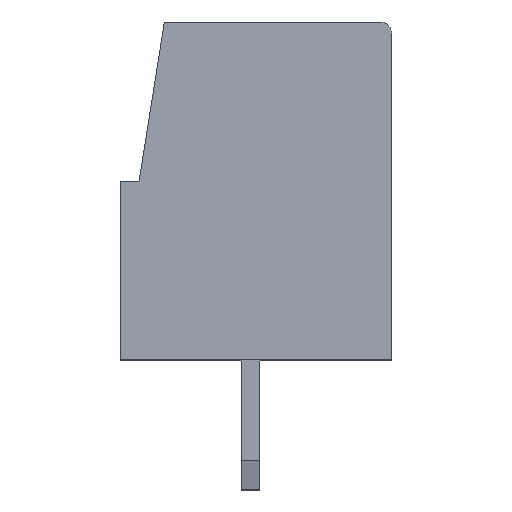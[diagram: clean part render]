
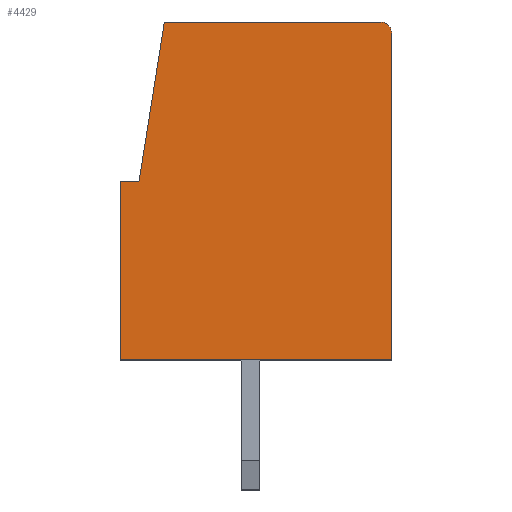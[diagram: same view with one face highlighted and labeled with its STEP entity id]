
A CAD part, left-side view. The second image highlights one B-rep face of the part: STEP entity #4429.
In plain terms, the highlighted planar face has unit normal (-1, 0, 0).
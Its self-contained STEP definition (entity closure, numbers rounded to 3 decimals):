
#88=PLANE('',#5335);
#281=CIRCLE('',#5300,0.3);
#459=ORIENTED_EDGE('',*,*,#1682,.T.);
#460=ORIENTED_EDGE('',*,*,#1613,.F.);
#461=ORIENTED_EDGE('',*,*,#1650,.F.);
#462=ORIENTED_EDGE('',*,*,#1661,.T.);
#463=ORIENTED_EDGE('',*,*,#1664,.T.);
#464=ORIENTED_EDGE('',*,*,#1639,.T.);
#465=ORIENTED_EDGE('',*,*,#1688,.T.);
#1613=EDGE_CURVE('',#2257,#2255,#281,.T.);
#1639=EDGE_CURVE('',#2276,#2277,#2707,.T.);
#1650=EDGE_CURVE('',#2285,#2257,#2717,.T.);
#1661=EDGE_CURVE('',#2285,#2292,#2725,.T.);
#1664=EDGE_CURVE('',#2292,#2276,#2728,.T.);
#1682=EDGE_CURVE('',#2304,#2255,#2744,.T.);
#1688=EDGE_CURVE('',#2277,#2304,#2750,.T.);
#2255=VERTEX_POINT('',#6761);
#2257=VERTEX_POINT('',#6765);
#2276=VERTEX_POINT('',#6820);
#2277=VERTEX_POINT('',#6821);
#2285=VERTEX_POINT('',#6840);
#2292=VERTEX_POINT('',#6864);
#2304=VERTEX_POINT('',#6904);
#2707=LINE('',#6819,#3309);
#2717=LINE('',#6841,#3319);
#2725=LINE('',#6863,#3327);
#2728=LINE('',#6869,#3330);
#2744=LINE('',#6903,#3346);
#2750=LINE('',#6915,#3352);
#3309=VECTOR('',#5636,1000.);
#3319=VECTOR('',#5650,1000.);
#3327=VECTOR('',#5674,1000.);
#3330=VECTOR('',#5679,1000.);
#3346=VECTOR('',#5711,1000.);
#3352=VECTOR('',#5719,1000.);
#3913=EDGE_LOOP('',(#459,#460,#461,#462,#463,#464,#465));
#4163=FACE_BOUND('',#3913,.T.);
#4429=ADVANCED_FACE('',(#4163),#88,.F.);
#5300=AXIS2_PLACEMENT_3D('',#6766,#5591,#5592);
#5335=AXIS2_PLACEMENT_3D('',#6941,#5743,#5744);
#5591=DIRECTION('',(1.,0.,0.));
#5592=DIRECTION('',(0.,-1.,0.));
#5636=DIRECTION('',(0.,0.,-1.));
#5650=DIRECTION('',(0.,-1.,0.));
#5674=DIRECTION('',(0.,0.156,-0.988));
#5679=DIRECTION('',(0.,1.,0.));
#5711=DIRECTION('',(0.,0.,1.));
#5719=DIRECTION('',(0.,-1.,0.));
#5743=DIRECTION('',(1.,0.,0.));
#5744=DIRECTION('',(0.,0.,1.));
#6761=CARTESIAN_POINT('',(-1.75,-7.3,8.8));
#6765=CARTESIAN_POINT('',(-1.75,-7.,9.1));
#6766=CARTESIAN_POINT('',(-1.75,-7.,8.8));
#6819=CARTESIAN_POINT('',(-1.75,0.,0.));
#6820=CARTESIAN_POINT('',(-1.75,0.,4.8));
#6821=CARTESIAN_POINT('',(-1.75,0.,0.));
#6840=CARTESIAN_POINT('',(-1.75,-1.181,9.1));
#6841=CARTESIAN_POINT('',(-1.75,-3.5,9.1));
#6863=CARTESIAN_POINT('',(-1.75,0.26,0.));
#6864=CARTESIAN_POINT('',(-1.75,-0.5,4.8));
#6869=CARTESIAN_POINT('',(-1.75,-3.5,4.8));
#6903=CARTESIAN_POINT('',(-1.75,-7.3,0.));
#6904=CARTESIAN_POINT('',(-1.75,-7.3,0.));
#6915=CARTESIAN_POINT('',(-1.75,-3.5,0.));
#6941=CARTESIAN_POINT('',(-1.75,-11.88,0.));
